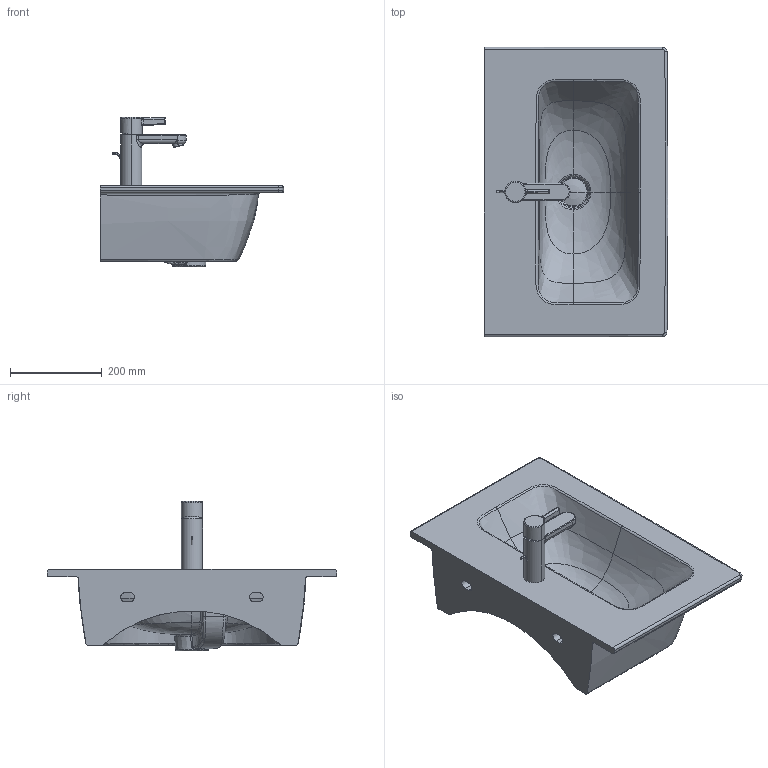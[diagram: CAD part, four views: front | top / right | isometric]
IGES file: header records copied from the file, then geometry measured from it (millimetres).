
Global section: file name: No Iges File Name specified; native system: Autodesk Inventor 2011; preprocessor: AutoDesk Inventor Iges Exporter R2011; author: Administrator; date: 20170731.153026; units: millimetre
Bounding box: 399.92 x 629.68 x 325.56 mm (x, y, z)
Volume: 11900959.1 mm3; surface area: 1002023.7 mm2
Topology: 7 solids, 7 shells, 328 faces, 830 edges, 520 vertices
Faces by surface type: bspline 125, plane 73, revolution 54, cylinder 54, torus 17, cone 3, sphere 2
